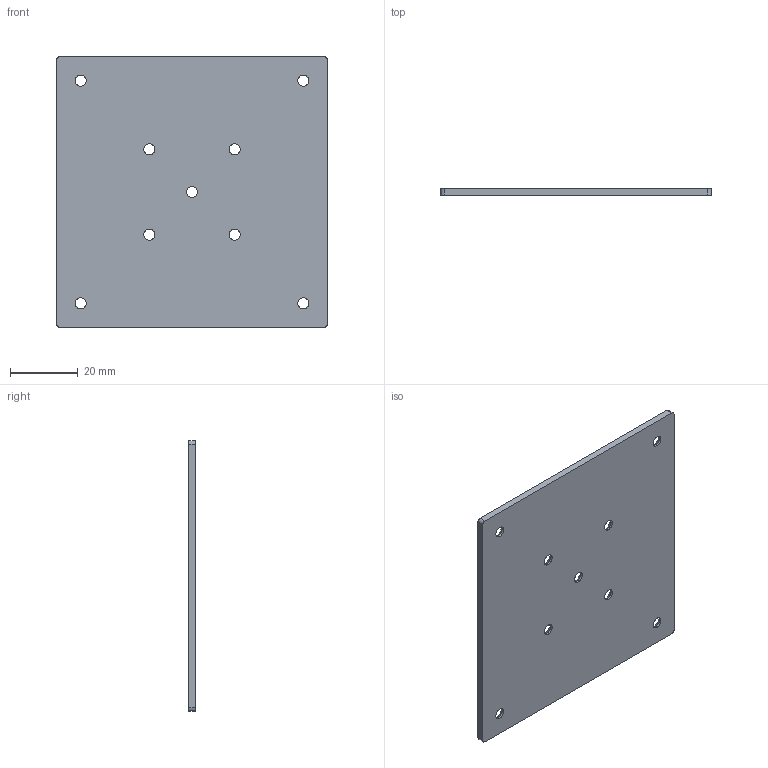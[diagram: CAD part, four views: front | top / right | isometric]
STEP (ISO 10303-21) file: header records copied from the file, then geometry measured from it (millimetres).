
FILE_DESCRIPTION (( 'STEP AP214' ), '1' );
FILE_NAME ('support_balise_80x80mm.STEP', '2020-09-01T14:16:49', ( '' ), ( '' ), 'SwSTEP 2.0', 'SolidWorks 2016', '' );
FILE_SCHEMA (( 'AUTOMOTIVE_DESIGN' ));
Length unit declared in the file: millimetre
Products named in the file (1): support_balise_80x80mm
Bounding box: 80 x 2 x 80 mm (x, y, z)
Volume: 12548 mm3; surface area: 13420.3 mm2
Topology: 1 solids, 1 shells, 46 faces, 114 edges, 70 vertices
Faces by surface type: cylinder 22, cone 18, plane 6
Entity records: 1446 total; most frequent: DIRECTION 270, CARTESIAN_POINT 231, ORIENTED_EDGE 228, EDGE_CURVE 114, AXIS2_PLACEMENT_3D 109, VERTEX_POINT 70, EDGE_LOOP 64, CIRCLE 62
